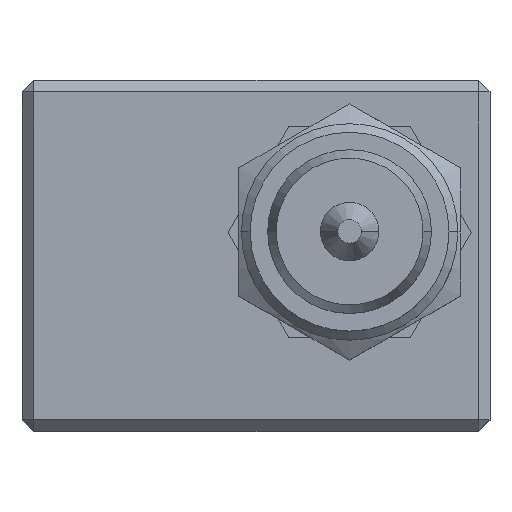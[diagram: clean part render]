
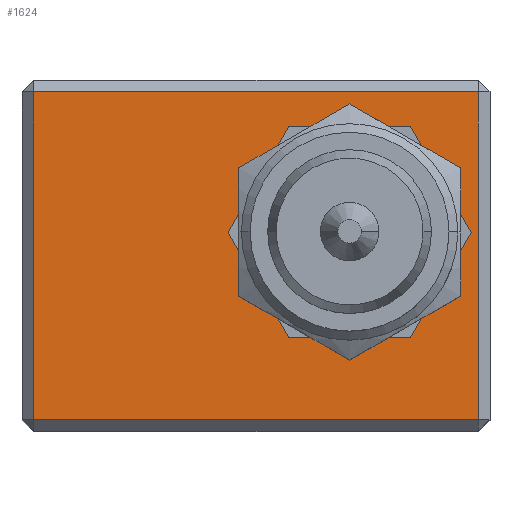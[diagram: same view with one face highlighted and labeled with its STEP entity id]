
A CAD part, top view. The second image highlights one B-rep face of the part: STEP entity #1624.
In plain terms, the highlighted planar face has unit normal (0, 0, 1).
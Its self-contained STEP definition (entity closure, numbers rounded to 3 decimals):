
#112 = VECTOR ( 'NONE', #2307, 1000. ) ;
#237 = DIRECTION ( 'NONE',  ( -1., 0., 0. ) ) ;
#282 = CARTESIAN_POINT ( 'NONE',  ( -39., -30., 25. ) ) ;
#330 = EDGE_CURVE ( 'NONE', #2828, #4166, #2236, .T. ) ;
#349 = VECTOR ( 'NONE', #3436, 1000. ) ;
#392 = CARTESIAN_POINT ( 'NONE',  ( -39., -29., 25. ) ) ;
#532 = CARTESIAN_POINT ( 'NONE',  ( -1., 0., 25. ) ) ;
#556 = DIRECTION ( 'NONE',  ( 0., 0., 1. ) ) ;
#669 = LINE ( 'NONE', #4554, #4611 ) ;
#715 = CARTESIAN_POINT ( 'NONE',  ( 0., -29., 25. ) ) ;
#857 = PLANE ( 'NONE',  #4655 ) ;
#858 = CARTESIAN_POINT ( 'NONE',  ( -1., -29., 25. ) ) ;
#922 = DIRECTION ( 'NONE',  ( 0., -1., 0. ) ) ;
#958 = EDGE_LOOP ( 'NONE', ( #5027, #3185 ) ) ;
#983 = CARTESIAN_POINT ( 'NONE',  ( -12., -13., 25. ) ) ;
#991 = CARTESIAN_POINT ( 'NONE',  ( -1., -1., 25. ) ) ;
#1118 = EDGE_CURVE ( 'NONE', #4224, #3441, #2075, .T. ) ;
#1259 = ORIENTED_EDGE ( 'NONE', *, *, #1488, .F. ) ;
#1265 = DIRECTION ( 'NONE',  ( 0., 0., -1. ) ) ;
#1295 = AXIS2_PLACEMENT_3D ( 'NONE', #2910, #556, #3297 ) ;
#1349 = FACE_OUTER_BOUND ( 'NONE', #2661, .T. ) ;
#1390 = DIRECTION ( 'NONE',  ( -1., 0., 0. ) ) ;
#1488 = EDGE_CURVE ( 'NONE', #2828, #2718, #4526, .T. ) ;
#1493 = FACE_BOUND ( 'NONE', #958, .T. ) ;
#1565 = CIRCLE ( 'NONE', #1295, 8.95 ) ;
#1624 = ADVANCED_FACE ( 'NONE', ( #1493, #1349 ), #857, .F. ) ;
#1693 = VECTOR ( 'NONE', #922, 1000. ) ;
#2075 = CIRCLE ( 'NONE', #4243, 8.95 ) ;
#2236 = LINE ( 'NONE', #715, #112 ) ;
#2307 = DIRECTION ( 'NONE',  ( 1., 0., 0. ) ) ;
#2661 = EDGE_LOOP ( 'NONE', ( #1259, #2724, #3355, #3589 ) ) ;
#2718 = VERTEX_POINT ( 'NONE', #4223 ) ;
#2724 = ORIENTED_EDGE ( 'NONE', *, *, #330, .T. ) ;
#2758 = CARTESIAN_POINT ( 'NONE',  ( -20.95, -13., 25. ) ) ;
#2828 = VERTEX_POINT ( 'NONE', #392 ) ;
#2910 = CARTESIAN_POINT ( 'NONE',  ( -12., -13., 25. ) ) ;
#3093 = VERTEX_POINT ( 'NONE', #991 ) ;
#3120 = EDGE_CURVE ( 'NONE', #3093, #2718, #669, .T. ) ;
#3185 = ORIENTED_EDGE ( 'NONE', *, *, #4313, .F. ) ;
#3297 = DIRECTION ( 'NONE',  ( -1., 0., 0. ) ) ;
#3355 = ORIENTED_EDGE ( 'NONE', *, *, #4291, .F. ) ;
#3436 = DIRECTION ( 'NONE',  ( 0., 1., 0. ) ) ;
#3441 = VERTEX_POINT ( 'NONE', #2758 ) ;
#3589 = ORIENTED_EDGE ( 'NONE', *, *, #3120, .T. ) ;
#3634 = CARTESIAN_POINT ( 'NONE',  ( 0., 0., 25. ) ) ;
#3757 = DIRECTION ( 'NONE',  ( 0., 0., 1. ) ) ;
#4027 = DIRECTION ( 'NONE',  ( -1., 0., 0. ) ) ;
#4037 = CARTESIAN_POINT ( 'NONE',  ( -3.05, -13., 25. ) ) ;
#4166 = VERTEX_POINT ( 'NONE', #858 ) ;
#4223 = CARTESIAN_POINT ( 'NONE',  ( -39., -1., 25. ) ) ;
#4224 = VERTEX_POINT ( 'NONE', #4037 ) ;
#4243 = AXIS2_PLACEMENT_3D ( 'NONE', #983, #3757, #1390 ) ;
#4291 = EDGE_CURVE ( 'NONE', #3093, #4166, #4826, .T. ) ;
#4313 = EDGE_CURVE ( 'NONE', #3441, #4224, #1565, .T. ) ;
#4526 = LINE ( 'NONE', #282, #349 ) ;
#4554 = CARTESIAN_POINT ( 'NONE',  ( 0., -1., 25. ) ) ;
#4611 = VECTOR ( 'NONE', #237, 1000. ) ;
#4655 = AXIS2_PLACEMENT_3D ( 'NONE', #3634, #1265, #4027 ) ;
#4826 = LINE ( 'NONE', #532, #1693 ) ;
#5027 = ORIENTED_EDGE ( 'NONE', *, *, #1118, .F. ) ;
